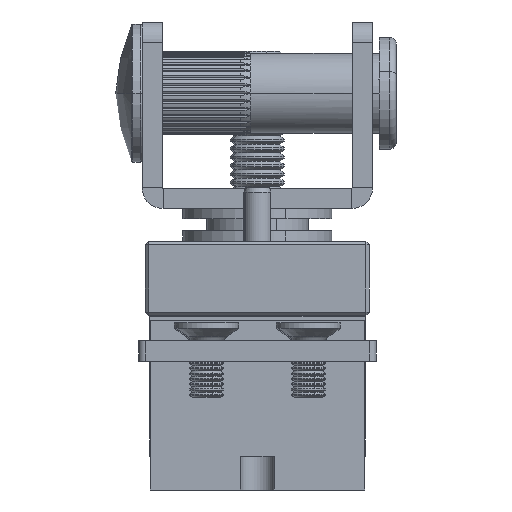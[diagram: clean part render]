
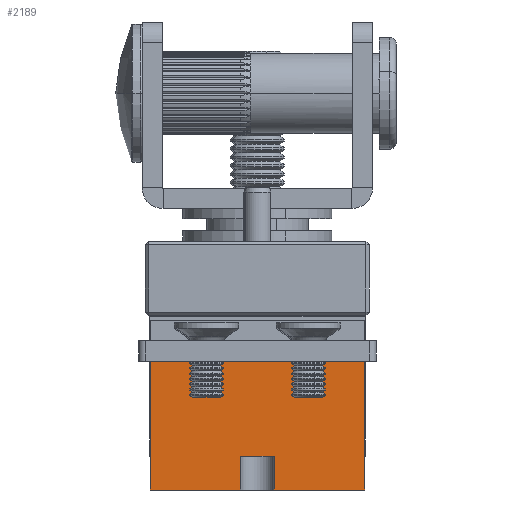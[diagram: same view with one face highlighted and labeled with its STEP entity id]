
A CAD part, left-side view. The second image highlights one B-rep face of the part: STEP entity #2189.
In plain terms, the highlighted planar face has unit normal (-1, 0, 0).
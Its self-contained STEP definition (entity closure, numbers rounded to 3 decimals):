
#543 = DIRECTION ( 'NONE',  ( 0., 0., -1. ) ) ;
#689 = EDGE_CURVE ( 'NONE', #5907, #38242, #17715, .T. ) ;
#1420 = EDGE_LOOP ( 'NONE', ( #20885, #11799, #52176, #3375, #38332, #8752, #9658, #23132 ) ) ;
#1683 = DIRECTION ( 'NONE',  ( 0., 0., -1. ) ) ;
#1763 = LINE ( 'NONE', #6430, #38913 ) ;
#2189 = ADVANCED_FACE ( 'NONE', ( #44882 ), #41831, .F. ) ;
#2579 = VECTOR ( 'NONE', #25506, 1000. ) ;
#3375 = ORIENTED_EDGE ( 'NONE', *, *, #12356, .T. ) ;
#3890 = CARTESIAN_POINT ( 'NONE',  ( -75., -15.8, 0. ) ) ;
#4241 = CARTESIAN_POINT ( 'NONE',  ( -75., 15.8, 22. ) ) ;
#5422 = CARTESIAN_POINT ( 'NONE',  ( -75., 15.8, 22. ) ) ;
#5456 = EDGE_CURVE ( 'NONE', #36533, #38242, #31201, .T. ) ;
#5907 = VERTEX_POINT ( 'NONE', #52744 ) ;
#6430 = CARTESIAN_POINT ( 'NONE',  ( -75., 15.8, 0. ) ) ;
#7662 = DIRECTION ( 'NONE',  ( 1., 0., 0. ) ) ;
#8752 = ORIENTED_EDGE ( 'NONE', *, *, #14673, .F. ) ;
#9494 = VECTOR ( 'NONE', #27055, 1000. ) ;
#9658 = ORIENTED_EDGE ( 'NONE', *, *, #5456, .T. ) ;
#11550 = VECTOR ( 'NONE', #543, 1000. ) ;
#11799 = ORIENTED_EDGE ( 'NONE', *, *, #23182, .T. ) ;
#12356 = EDGE_CURVE ( 'NONE', #28892, #44478, #33271, .T. ) ;
#14673 = EDGE_CURVE ( 'NONE', #36533, #35854, #51769, .T. ) ;
#15114 = EDGE_CURVE ( 'NONE', #37595, #5907, #26466, .T. ) ;
#17543 = VECTOR ( 'NONE', #1683, 1000. ) ;
#17715 = LINE ( 'NONE', #38282, #11550 ) ;
#19680 = CARTESIAN_POINT ( 'NONE',  ( -75., -15.8, 22. ) ) ;
#20885 = ORIENTED_EDGE ( 'NONE', *, *, #15114, .F. ) ;
#21390 = VECTOR ( 'NONE', #41979, 1000. ) ;
#23132 = ORIENTED_EDGE ( 'NONE', *, *, #689, .F. ) ;
#23182 = EDGE_CURVE ( 'NONE', #37595, #41512, #23306, .T. ) ;
#23306 = LINE ( 'NONE', #27162, #17543 ) ;
#23805 = CARTESIAN_POINT ( 'NONE',  ( -75., 15.8, 0. ) ) ;
#25447 = VECTOR ( 'NONE', #48121, 1000. ) ;
#25506 = DIRECTION ( 'NONE',  ( 0., 0., 1. ) ) ;
#26466 = LINE ( 'NONE', #35062, #29962 ) ;
#26740 = DIRECTION ( 'NONE',  ( 0., 1., 0. ) ) ;
#27055 = DIRECTION ( 'NONE',  ( 0., 0., 1. ) ) ;
#27162 = CARTESIAN_POINT ( 'NONE',  ( -75., -2.5, 5. ) ) ;
#28186 = CARTESIAN_POINT ( 'NONE',  ( -75., -2.5, 5. ) ) ;
#28892 = VERTEX_POINT ( 'NONE', #48600 ) ;
#28906 = EDGE_CURVE ( 'NONE', #41512, #28892, #1763, .T. ) ;
#29962 = VECTOR ( 'NONE', #26740, 1000. ) ;
#31201 = LINE ( 'NONE', #52547, #25447 ) ;
#32075 = CARTESIAN_POINT ( 'NONE',  ( -75., 15.8, 0. ) ) ;
#33271 = LINE ( 'NONE', #3890, #2579 ) ;
#33664 = CARTESIAN_POINT ( 'NONE',  ( -75., -2.5, 0. ) ) ;
#34595 = CARTESIAN_POINT ( 'NONE',  ( -75., 15.8, 0. ) ) ;
#35062 = CARTESIAN_POINT ( 'NONE',  ( -75., -2.5, 5. ) ) ;
#35854 = VERTEX_POINT ( 'NONE', #5422 ) ;
#36533 = VERTEX_POINT ( 'NONE', #32075 ) ;
#37427 = AXIS2_PLACEMENT_3D ( 'NONE', #23805, #7662, #41009 ) ;
#37595 = VERTEX_POINT ( 'NONE', #28186 ) ;
#38242 = VERTEX_POINT ( 'NONE', #50601 ) ;
#38282 = CARTESIAN_POINT ( 'NONE',  ( -75., 2.5, 5. ) ) ;
#38332 = ORIENTED_EDGE ( 'NONE', *, *, #54156, .F. ) ;
#38913 = VECTOR ( 'NONE', #43899, 1000. ) ;
#41009 = DIRECTION ( 'NONE',  ( 0., 1., 0. ) ) ;
#41512 = VERTEX_POINT ( 'NONE', #33664 ) ;
#41831 = PLANE ( 'NONE',  #37427 ) ;
#41979 = DIRECTION ( 'NONE',  ( 0., -1., 0. ) ) ;
#42252 = LINE ( 'NONE', #4241, #21390 ) ;
#43899 = DIRECTION ( 'NONE',  ( 0., -1., 0. ) ) ;
#44478 = VERTEX_POINT ( 'NONE', #19680 ) ;
#44882 = FACE_OUTER_BOUND ( 'NONE', #1420, .T. ) ;
#48121 = DIRECTION ( 'NONE',  ( 0., -1., 0. ) ) ;
#48600 = CARTESIAN_POINT ( 'NONE',  ( -75., -15.8, 0. ) ) ;
#50601 = CARTESIAN_POINT ( 'NONE',  ( -75., 2.5, 0. ) ) ;
#51769 = LINE ( 'NONE', #34595, #9494 ) ;
#52176 = ORIENTED_EDGE ( 'NONE', *, *, #28906, .T. ) ;
#52547 = CARTESIAN_POINT ( 'NONE',  ( -75., 15.8, 0. ) ) ;
#52744 = CARTESIAN_POINT ( 'NONE',  ( -75., 2.5, 5. ) ) ;
#54156 = EDGE_CURVE ( 'NONE', #35854, #44478, #42252, .T. ) ;
